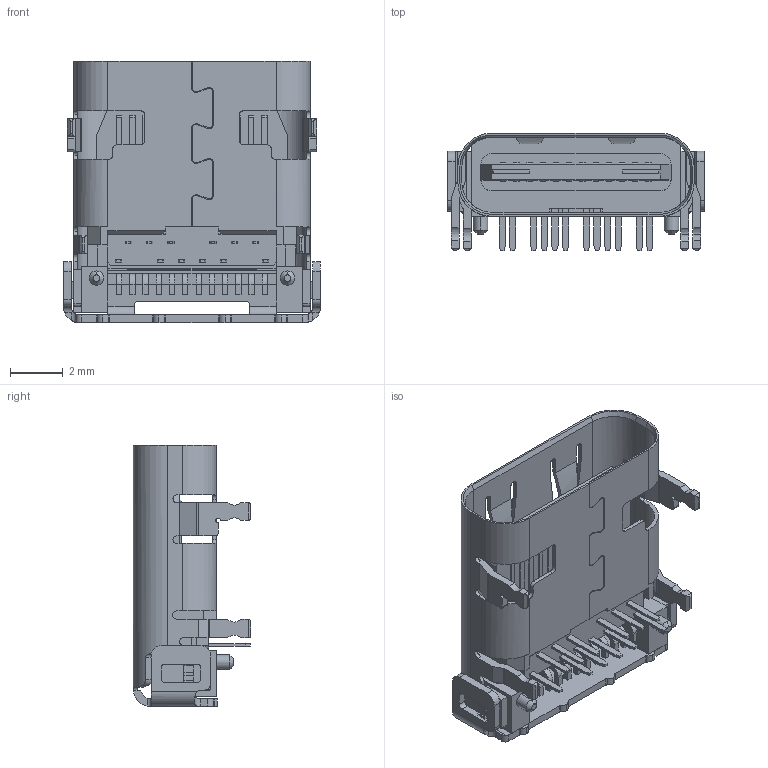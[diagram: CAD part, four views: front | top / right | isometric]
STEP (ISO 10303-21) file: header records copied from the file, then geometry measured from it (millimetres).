
FILE_DESCRIPTION(('STEP AP214'),'1');
FILE_NAME('ausb1-dfn-ptr9.stp','2018-10-29T00:04:38',('TraceParts'),('TraceParts S.A.'),'Spatial InterOp 3D',' ',' ');
FILE_SCHEMA(('AUTOMOTIVE_DESIGN { 1 0 10303 214 1 1 1 1 }'));
Length unit declared in the file: millimetre
Products named in the file (1): ausb1-dfn-ptr9
Bounding box: 9.73 x 4.45 x 9.89 mm (x, y, z)
Volume: 108.7 mm3; surface area: 644.2 mm2
Topology: 1 solids, 1 shells, 801 faces, 2338 edges, 1532 vertices
Faces by surface type: plane 563, cylinder 230, cone 8
Entity records: 26604 total; most frequent: CARTESIAN_POINT 5170, ORIENTED_EDGE 4676, DIRECTION 4277, EDGE_CURVE 2338, LINE 1811, VECTOR 1811, VERTEX_POINT 1532, AXIS2_PLACEMENT_3D 1233
